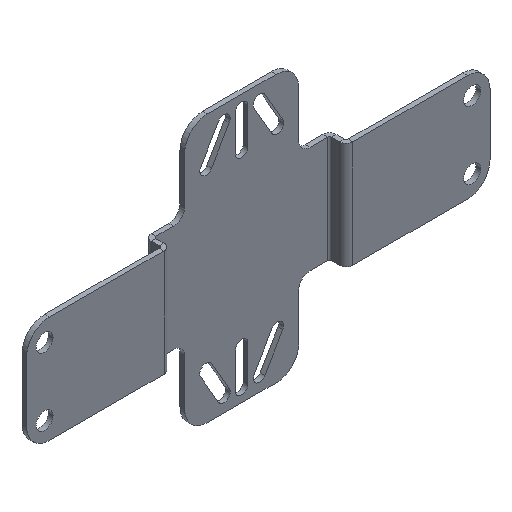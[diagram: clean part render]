
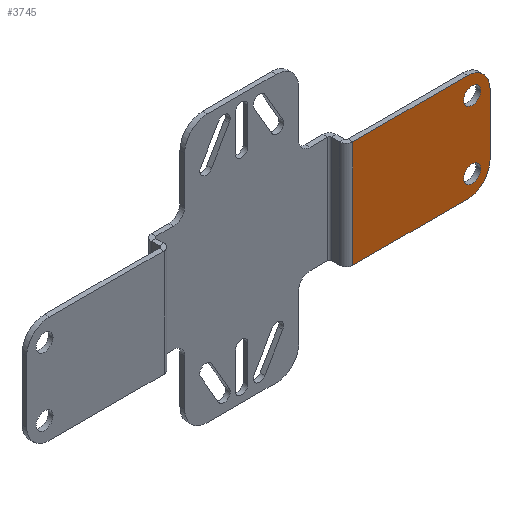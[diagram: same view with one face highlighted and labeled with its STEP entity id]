
A CAD part, isometric view. The second image highlights one B-rep face of the part: STEP entity #3745.
In plain terms, the highlighted planar face has unit normal (0, -1, 0).
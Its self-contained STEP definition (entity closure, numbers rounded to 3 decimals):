
#2=CARTESIAN_POINT('',(117.3,0.,17.3));
#3=DIRECTION('',(0.,-1.,0.));
#4=DIRECTION('',(1.,0.,0.));
#5=AXIS2_PLACEMENT_3D('',#2,#3,#4);
#7=CARTESIAN_POINT('',(117.3,0.,-17.3));
#8=DIRECTION('',(0.,-1.,0.));
#9=DIRECTION('',(0.,0.,-1.));
#10=AXIS2_PLACEMENT_3D('',#7,#8,#9);
#12=DIRECTION('',(1.,0.,0.));
#13=VECTOR('',#12,64.393);
#14=CARTESIAN_POINT('',(52.907,0.,-30.));
#15=LINE('',#14,#13);
#16=DIRECTION('',(0.,0.,1.));
#17=VECTOR('',#16,60.);
#18=CARTESIAN_POINT('',(52.907,0.,-30.));
#19=LINE('',#18,#17);
#20=DIRECTION('',(1.,0.,0.));
#21=VECTOR('',#20,64.393);
#22=CARTESIAN_POINT('',(52.907,0.,30.));
#23=LINE('',#22,#21);
#24=CARTESIAN_POINT('',(120.,0.,-19.));
#25=DIRECTION('',(0.,1.,0.));
#26=DIRECTION('',(-1.,0.,0.));
#27=AXIS2_PLACEMENT_3D('',#24,#25,#26);
#29=CARTESIAN_POINT('',(120.,0.,-19.));
#30=DIRECTION('',(0.,1.,0.));
#31=DIRECTION('',(1.,0.,0.));
#32=AXIS2_PLACEMENT_3D('',#29,#30,#31);
#34=CARTESIAN_POINT('',(120.,0.,19.));
#35=DIRECTION('',(0.,1.,0.));
#36=DIRECTION('',(-1.,0.,0.));
#37=AXIS2_PLACEMENT_3D('',#34,#35,#36);
#39=CARTESIAN_POINT('',(120.,0.,19.));
#40=DIRECTION('',(0.,1.,0.));
#41=DIRECTION('',(1.,0.,0.));
#42=AXIS2_PLACEMENT_3D('',#39,#40,#41);
#90=DIRECTION('',(0.,0.,1.));
#91=VECTOR('',#90,34.6);
#92=CARTESIAN_POINT('',(130.,0.,-17.3));
#93=LINE('',#92,#91);
#2850=CARTESIAN_POINT('',(52.907,0.,-30.));
#2851=VERTEX_POINT('',#2850);
#2852=CARTESIAN_POINT('',(52.907,0.,30.));
#2853=VERTEX_POINT('',#2852);
#2934=CARTESIAN_POINT('',(130.,0.,17.3));
#2935=CARTESIAN_POINT('',(117.3,0.,30.));
#2936=VERTEX_POINT('',#2934);
#2937=VERTEX_POINT('',#2935);
#2942=CARTESIAN_POINT('',(117.3,0.,-30.));
#2943=CARTESIAN_POINT('',(130.,0.,-17.3));
#2944=VERTEX_POINT('',#2942);
#2945=VERTEX_POINT('',#2943);
#2990=CARTESIAN_POINT('',(115.25,0.,-19.));
#2991=CARTESIAN_POINT('',(124.75,0.,-19.));
#2992=VERTEX_POINT('',#2990);
#2993=VERTEX_POINT('',#2991);
#2994=CARTESIAN_POINT('',(115.25,0.,19.));
#2995=CARTESIAN_POINT('',(124.75,0.,19.));
#2996=VERTEX_POINT('',#2994);
#2997=VERTEX_POINT('',#2995);
#3714=CARTESIAN_POINT('',(52.907,0.,-75.));
#3715=DIRECTION('',(0.,-1.,0.));
#3716=DIRECTION('',(1.,0.,0.));
#3717=AXIS2_PLACEMENT_3D('',#3714,#3715,#3716);
#3718=PLANE('',#3717);
#3720=ORIENTED_EDGE('',*,*,#3719,.F.);
#3722=ORIENTED_EDGE('',*,*,#3721,.F.);
#3724=ORIENTED_EDGE('',*,*,#3723,.F.);
#3726=ORIENTED_EDGE('',*,*,#3725,.F.);
#3728=ORIENTED_EDGE('',*,*,#3727,.T.);
#3730=ORIENTED_EDGE('',*,*,#3729,.T.);
#3731=EDGE_LOOP('',(#3720,#3722,#3724,#3726,#3728,#3730));
#3732=FACE_OUTER_BOUND('',#3731,.F.);
#3734=ORIENTED_EDGE('',*,*,#3733,.F.);
#3736=ORIENTED_EDGE('',*,*,#3735,.F.);
#3737=EDGE_LOOP('',(#3734,#3736));
#3738=FACE_BOUND('',#3737,.F.);
#3740=ORIENTED_EDGE('',*,*,#3739,.F.);
#3742=ORIENTED_EDGE('',*,*,#3741,.F.);
#3743=EDGE_LOOP('',(#3740,#3742));
#3744=FACE_BOUND('',#3743,.F.);
#3745=ADVANCED_FACE('',(#3732,#3738,#3744),#3718,.T.);
#6=CIRCLE('',#5,12.7);
#11=CIRCLE('',#10,12.7);
#28=CIRCLE('',#27,4.75);
#33=CIRCLE('',#32,4.75);
#38=CIRCLE('',#37,4.75);
#43=CIRCLE('',#42,4.75);
#3719=EDGE_CURVE('',#2936,#2937,#6,.T.);
#3721=EDGE_CURVE('',#2945,#2936,#93,.T.);
#3723=EDGE_CURVE('',#2944,#2945,#11,.T.);
#3725=EDGE_CURVE('',#2851,#2944,#15,.T.);
#3727=EDGE_CURVE('',#2851,#2853,#19,.T.);
#3729=EDGE_CURVE('',#2853,#2937,#23,.T.);
#3733=EDGE_CURVE('',#2992,#2993,#28,.T.);
#3735=EDGE_CURVE('',#2993,#2992,#33,.T.);
#3739=EDGE_CURVE('',#2996,#2997,#38,.T.);
#3741=EDGE_CURVE('',#2997,#2996,#43,.T.);
